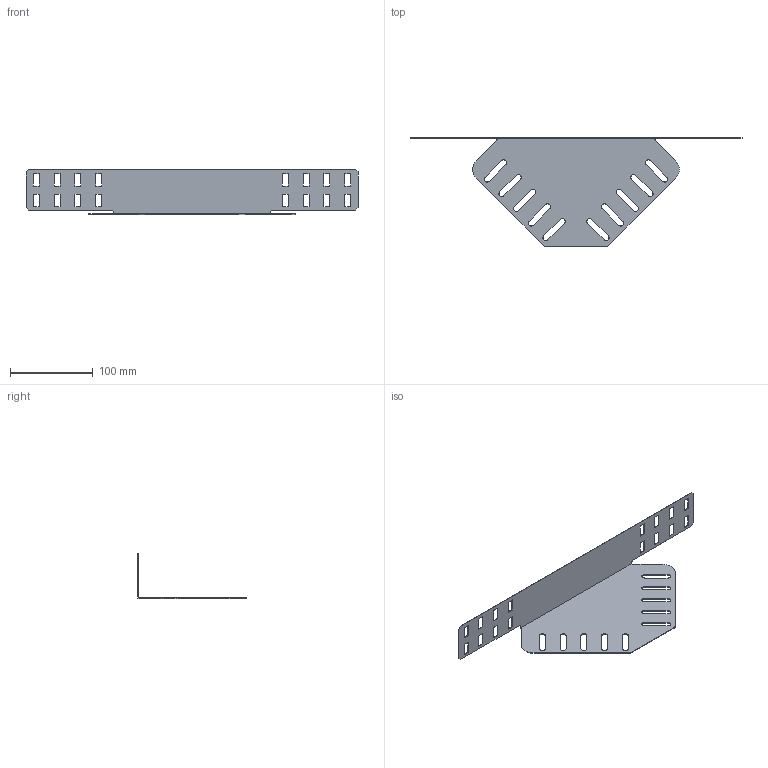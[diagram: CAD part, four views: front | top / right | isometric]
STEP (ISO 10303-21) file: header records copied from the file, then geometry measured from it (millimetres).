
FILE_DESCRIPTION (( 'STEP AP214' ), '1' );
FILE_NAME ('6067973.stp', '2018-10-02T14:05:42', ( '' ), ( '' ), 'SwSTEP 2.0', 'SolidWorks 2018', '' );
FILE_SCHEMA (( 'AUTOMOTIVE_DESIGN' ));
Length unit declared in the file: millimetre
Products named in the file (1): 6067973
Bounding box: 400 x 131.2 x 54.34 mm (x, y, z)
Volume: 28398.5 mm3; surface area: 82975.2 mm2
Topology: 1 solids, 1 shells, 147 faces, 437 edges, 292 vertices
Faces by surface type: plane 106, cylinder 39, bspline 2
Entity records: 5091 total; most frequent: CARTESIAN_POINT 951, ORIENTED_EDGE 874, DIRECTION 797, EDGE_CURVE 437, VECTOR 349, LINE 349, VERTEX_POINT 292, AXIS2_PLACEMENT_3D 224
